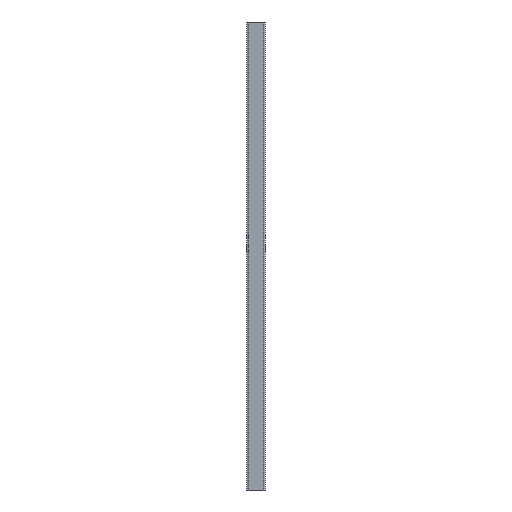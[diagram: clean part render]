
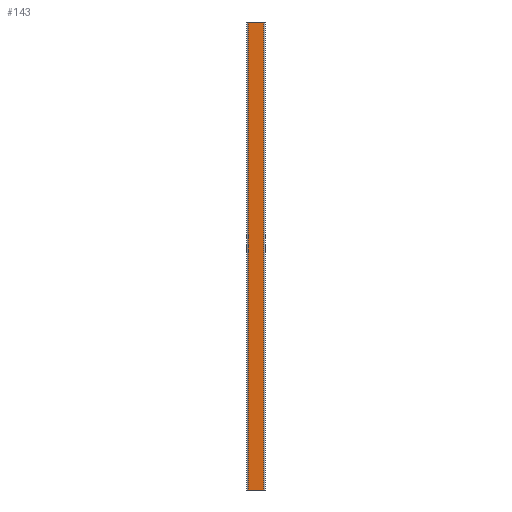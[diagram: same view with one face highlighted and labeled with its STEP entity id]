
A CAD part, left-side view. The second image highlights one B-rep face of the part: STEP entity #143.
In plain terms, the highlighted planar face has unit normal (-1, 0, 0).
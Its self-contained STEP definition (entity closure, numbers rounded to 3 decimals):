
#10 = DIRECTION ( 'NONE',  ( 0., 0., -1. ) ) ;
#14 = VECTOR ( 'NONE', #395, 1000. ) ;
#44 = CARTESIAN_POINT ( 'NONE',  ( -10., 17., 0. ) ) ;
#61 = LINE ( 'NONE', #149, #864 ) ;
#143 = ADVANCED_FACE ( 'NONE', ( #1081 ), #512, .F. ) ;
#149 = CARTESIAN_POINT ( 'NONE',  ( -10., 0., 1000. ) ) ;
#204 = CARTESIAN_POINT ( 'NONE',  ( -10., -17., 1000. ) ) ;
#207 = CARTESIAN_POINT ( 'NONE',  ( -10., 17., 1000. ) ) ;
#314 = EDGE_CURVE ( 'NONE', #727, #1213, #968, .T. ) ;
#391 = DIRECTION ( 'NONE',  ( 0., 0., -1. ) ) ;
#395 = DIRECTION ( 'NONE',  ( 0., -1., 0. ) ) ;
#466 = ORIENTED_EDGE ( 'NONE', *, *, #982, .T. ) ;
#505 = LINE ( 'NONE', #207, #659 ) ;
#512 = PLANE ( 'NONE',  #776 ) ;
#537 = VERTEX_POINT ( 'NONE', #792 ) ;
#545 = EDGE_LOOP ( 'NONE', ( #466, #1114, #765, #684 ) ) ;
#582 = LINE ( 'NONE', #1178, #14 ) ;
#623 = VERTEX_POINT ( 'NONE', #44 ) ;
#649 = CARTESIAN_POINT ( 'NONE',  ( -10., -17., 1000. ) ) ;
#659 = VECTOR ( 'NONE', #10, 1000. ) ;
#684 = ORIENTED_EDGE ( 'NONE', *, *, #1084, .T. ) ;
#713 = DIRECTION ( 'NONE',  ( 0., -1., 0. ) ) ;
#727 = VERTEX_POINT ( 'NONE', #649 ) ;
#756 = VECTOR ( 'NONE', #391, 1000. ) ;
#765 = ORIENTED_EDGE ( 'NONE', *, *, #1152, .F. ) ;
#776 = AXIS2_PLACEMENT_3D ( 'NONE', #807, #1186, #1190 ) ;
#792 = CARTESIAN_POINT ( 'NONE',  ( -10., 17., 1000. ) ) ;
#807 = CARTESIAN_POINT ( 'NONE',  ( -10., 0., 1000. ) ) ;
#864 = VECTOR ( 'NONE', #713, 1000. ) ;
#968 = LINE ( 'NONE', #204, #756 ) ;
#982 = EDGE_CURVE ( 'NONE', #623, #1213, #582, .T. ) ;
#1081 = FACE_OUTER_BOUND ( 'NONE', #545, .T. ) ;
#1084 = EDGE_CURVE ( 'NONE', #537, #623, #505, .T. ) ;
#1114 = ORIENTED_EDGE ( 'NONE', *, *, #314, .F. ) ;
#1152 = EDGE_CURVE ( 'NONE', #537, #727, #61, .T. ) ;
#1178 = CARTESIAN_POINT ( 'NONE',  ( -10., 0., 0. ) ) ;
#1186 = DIRECTION ( 'NONE',  ( 1., 0., 0. ) ) ;
#1190 = DIRECTION ( 'NONE',  ( 0., 0., -1. ) ) ;
#1203 = CARTESIAN_POINT ( 'NONE',  ( -10., -17., 0. ) ) ;
#1213 = VERTEX_POINT ( 'NONE', #1203 ) ;
